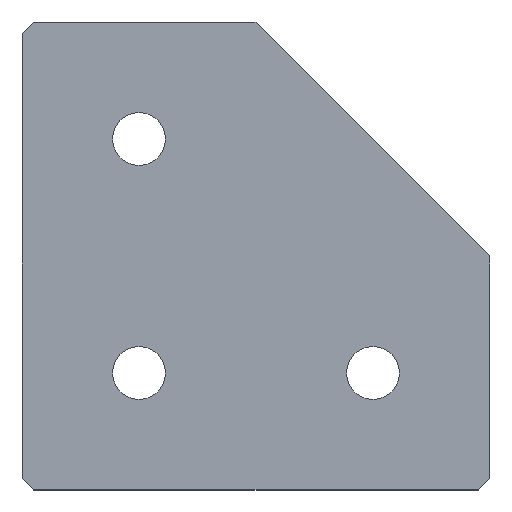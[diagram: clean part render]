
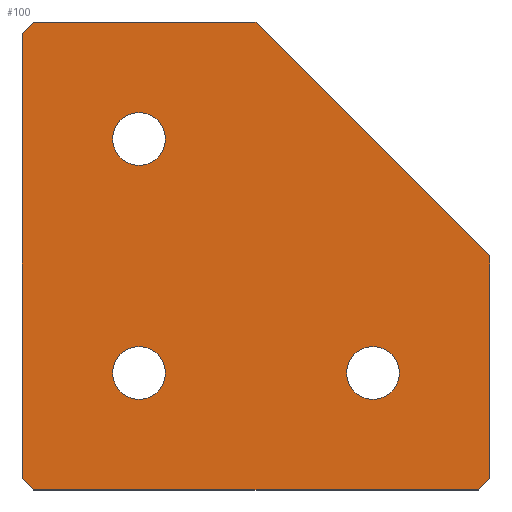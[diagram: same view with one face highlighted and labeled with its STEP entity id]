
A CAD part, top view. The second image highlights one B-rep face of the part: STEP entity #100.
In plain terms, the highlighted planar face has unit normal (0, 0, 1).
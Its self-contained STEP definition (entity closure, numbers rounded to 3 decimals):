
#2 = CARTESIAN_POINT ( 'NONE',  ( 60., -64.5, 0. ) ) ;
#10 = DIRECTION ( 'NONE',  ( 0., 0., -1. ) ) ;
#13 = CARTESIAN_POINT ( 'NONE',  ( 20., -60., 0. ) ) ;
#16 = VECTOR ( 'NONE', #428, 1000. ) ;
#17 = CIRCLE ( 'NONE', #128, 4.5 ) ;
#24 = AXIS2_PLACEMENT_3D ( 'NONE', #518, #434, #352 ) ;
#29 = EDGE_CURVE ( 'NONE', #552, #80, #305, .T. ) ;
#32 = ORIENTED_EDGE ( 'NONE', *, *, #331, .T. ) ;
#38 = FACE_OUTER_BOUND ( 'NONE', #385, .T. ) ;
#49 = DIRECTION ( 'NONE',  ( -0.707, -0.707, 0. ) ) ;
#55 = EDGE_CURVE ( 'NONE', #233, #246, #17, .T. ) ;
#60 = CARTESIAN_POINT ( 'NONE',  ( 0., -2., 0. ) ) ;
#63 = VECTOR ( 'NONE', #418, 1000. ) ;
#69 = ORIENTED_EDGE ( 'NONE', *, *, #354, .T. ) ;
#74 = ORIENTED_EDGE ( 'NONE', *, *, #308, .F. ) ;
#80 = VERTEX_POINT ( 'NONE', #498 ) ;
#82 = VERTEX_POINT ( 'NONE', #299 ) ;
#88 = LINE ( 'NONE', #516, #16 ) ;
#90 = VECTOR ( 'NONE', #225, 1000. ) ;
#97 = DIRECTION ( 'NONE',  ( -1., 0., 0. ) ) ;
#98 = DIRECTION ( 'NONE',  ( 0., 1., 0. ) ) ;
#100 = ADVANCED_FACE ( 'NONE', ( #330, #374, #118, #38 ), #211, .T. ) ;
#101 = DIRECTION ( 'NONE',  ( 0., 1., 0. ) ) ;
#106 = DIRECTION ( 'NONE',  ( 0., 0., -1. ) ) ;
#112 = CARTESIAN_POINT ( 'NONE',  ( 0., 0., 0. ) ) ;
#113 = CARTESIAN_POINT ( 'NONE',  ( 78., -80., 0. ) ) ;
#118 = FACE_BOUND ( 'NONE', #303, .T. ) ;
#125 = VERTEX_POINT ( 'NONE', #203 ) ;
#128 = AXIS2_PLACEMENT_3D ( 'NONE', #356, #106, #98 ) ;
#129 = AXIS2_PLACEMENT_3D ( 'NONE', #13, #271, #101 ) ;
#135 = ORIENTED_EDGE ( 'NONE', *, *, #29, .T. ) ;
#153 = DIRECTION ( 'NONE',  ( 0., 1., 0. ) ) ;
#155 = CIRCLE ( 'NONE', #129, 4.5 ) ;
#160 = CARTESIAN_POINT ( 'NONE',  ( 0., -78., 0. ) ) ;
#166 = AXIS2_PLACEMENT_3D ( 'NONE', #373, #422, #329 ) ;
#169 = CARTESIAN_POINT ( 'NONE',  ( 80., -40., 0. ) ) ;
#171 = CARTESIAN_POINT ( 'NONE',  ( 60., -55.5, 0. ) ) ;
#175 = CARTESIAN_POINT ( 'NONE',  ( 1., -1., 0. ) ) ;
#177 = DIRECTION ( 'NONE',  ( 0.707, -0.707, 0. ) ) ;
#179 = EDGE_CURVE ( 'NONE', #545, #535, #377, .T. ) ;
#183 = VERTEX_POINT ( 'NONE', #113 ) ;
#192 = CARTESIAN_POINT ( 'NONE',  ( 20., -64.5, 0. ) ) ;
#203 = CARTESIAN_POINT ( 'NONE',  ( 2., 0., 0. ) ) ;
#204 = VERTEX_POINT ( 'NONE', #304 ) ;
#209 = VERTEX_POINT ( 'NONE', #169 ) ;
#211 = PLANE ( 'NONE',  #240 ) ;
#215 = LINE ( 'NONE', #438, #90 ) ;
#221 = EDGE_CURVE ( 'NONE', #204, #209, #311, .T. ) ;
#224 = AXIS2_PLACEMENT_3D ( 'NONE', #475, #10, #353 ) ;
#225 = DIRECTION ( 'NONE',  ( 1., 0., 0. ) ) ;
#233 = VERTEX_POINT ( 'NONE', #2 ) ;
#238 = EDGE_CURVE ( 'NONE', #125, #347, #310, .T. ) ;
#240 = AXIS2_PLACEMENT_3D ( 'NONE', #426, #371, #247 ) ;
#241 = VECTOR ( 'NONE', #97, 1000. ) ;
#246 = VERTEX_POINT ( 'NONE', #171 ) ;
#247 = DIRECTION ( 'NONE',  ( 1., 0., 0. ) ) ;
#250 = VECTOR ( 'NONE', #440, 1000. ) ;
#251 = ORIENTED_EDGE ( 'NONE', *, *, #300, .F. ) ;
#254 = ORIENTED_EDGE ( 'NONE', *, *, #407, .T. ) ;
#266 = CIRCLE ( 'NONE', #24, 4.5 ) ;
#269 = EDGE_CURVE ( 'NONE', #80, #552, #266, .T. ) ;
#271 = DIRECTION ( 'NONE',  ( 0., 0., -1. ) ) ;
#278 = ORIENTED_EDGE ( 'NONE', *, *, #221, .F. ) ;
#288 = LINE ( 'NONE', #112, #388 ) ;
#294 = CARTESIAN_POINT ( 'NONE',  ( 20., -55.5, 0. ) ) ;
#297 = AXIS2_PLACEMENT_3D ( 'NONE', #316, #327, #410 ) ;
#299 = CARTESIAN_POINT ( 'NONE',  ( 80., -78., 0. ) ) ;
#300 = EDGE_CURVE ( 'NONE', #209, #82, #88, .T. ) ;
#303 = EDGE_LOOP ( 'NONE', ( #357, #541 ) ) ;
#304 = CARTESIAN_POINT ( 'NONE',  ( 40., 0., 0. ) ) ;
#305 = CIRCLE ( 'NONE', #224, 4.5 ) ;
#308 = EDGE_CURVE ( 'NONE', #125, #204, #215, .T. ) ;
#310 = LINE ( 'NONE', #175, #332 ) ;
#311 = LINE ( 'NONE', #435, #505 ) ;
#314 = VERTEX_POINT ( 'NONE', #192 ) ;
#316 = CARTESIAN_POINT ( 'NONE',  ( 20., -60., 0. ) ) ;
#327 = DIRECTION ( 'NONE',  ( 0., 0., -1. ) ) ;
#329 = DIRECTION ( 'NONE',  ( 0., 1., 0. ) ) ;
#330 = FACE_BOUND ( 'NONE', #411, .T. ) ;
#331 = EDGE_CURVE ( 'NONE', #314, #521, #155, .T. ) ;
#332 = VECTOR ( 'NONE', #49, 1000. ) ;
#333 = CARTESIAN_POINT ( 'NONE',  ( 20., -15.5, 0. ) ) ;
#347 = VERTEX_POINT ( 'NONE', #60 ) ;
#352 = DIRECTION ( 'NONE',  ( 0., 1., 0. ) ) ;
#353 = DIRECTION ( 'NONE',  ( 0., 1., 0. ) ) ;
#354 = EDGE_CURVE ( 'NONE', #183, #82, #537, .T. ) ;
#356 = CARTESIAN_POINT ( 'NONE',  ( 60., -60., 0. ) ) ;
#357 = ORIENTED_EDGE ( 'NONE', *, *, #512, .T. ) ;
#371 = DIRECTION ( 'NONE',  ( 0., 0., 1. ) ) ;
#373 = CARTESIAN_POINT ( 'NONE',  ( 60., -60., 0. ) ) ;
#374 = FACE_BOUND ( 'NONE', #460, .T. ) ;
#377 = LINE ( 'NONE', #454, #63 ) ;
#382 = ORIENTED_EDGE ( 'NONE', *, *, #536, .F. ) ;
#385 = EDGE_LOOP ( 'NONE', ( #74, #425, #382, #455, #472, #69, #251, #278 ) ) ;
#388 = VECTOR ( 'NONE', #153, 1000. ) ;
#407 = EDGE_CURVE ( 'NONE', #521, #314, #414, .T. ) ;
#410 = DIRECTION ( 'NONE',  ( 0., 1., 0. ) ) ;
#411 = EDGE_LOOP ( 'NONE', ( #254, #32 ) ) ;
#414 = CIRCLE ( 'NONE', #297, 4.5 ) ;
#418 = DIRECTION ( 'NONE',  ( 0.707, -0.707, 0. ) ) ;
#422 = DIRECTION ( 'NONE',  ( 0., 0., -1. ) ) ;
#425 = ORIENTED_EDGE ( 'NONE', *, *, #238, .T. ) ;
#426 = CARTESIAN_POINT ( 'NONE',  ( 0., 0., 0. ) ) ;
#428 = DIRECTION ( 'NONE',  ( 0., -1., 0. ) ) ;
#434 = DIRECTION ( 'NONE',  ( 0., 0., -1. ) ) ;
#435 = CARTESIAN_POINT ( 'NONE',  ( 80., -40., 0. ) ) ;
#436 = EDGE_CURVE ( 'NONE', #183, #535, #481, .T. ) ;
#438 = CARTESIAN_POINT ( 'NONE',  ( 40., 0., 0. ) ) ;
#439 = CARTESIAN_POINT ( 'NONE',  ( 0., -80., 0. ) ) ;
#440 = DIRECTION ( 'NONE',  ( 0.707, 0.707, 0. ) ) ;
#444 = ORIENTED_EDGE ( 'NONE', *, *, #269, .T. ) ;
#454 = CARTESIAN_POINT ( 'NONE',  ( -39., -39., 0. ) ) ;
#455 = ORIENTED_EDGE ( 'NONE', *, *, #179, .T. ) ;
#460 = EDGE_LOOP ( 'NONE', ( #135, #444 ) ) ;
#472 = ORIENTED_EDGE ( 'NONE', *, *, #436, .F. ) ;
#475 = CARTESIAN_POINT ( 'NONE',  ( 20., -20., 0. ) ) ;
#481 = LINE ( 'NONE', #439, #241 ) ;
#498 = CARTESIAN_POINT ( 'NONE',  ( 20., -24.5, 0. ) ) ;
#505 = VECTOR ( 'NONE', #177, 1000. ) ;
#512 = EDGE_CURVE ( 'NONE', #246, #233, #544, .T. ) ;
#516 = CARTESIAN_POINT ( 'NONE',  ( 80., -80., 0. ) ) ;
#518 = CARTESIAN_POINT ( 'NONE',  ( 20., -20., 0. ) ) ;
#521 = VERTEX_POINT ( 'NONE', #294 ) ;
#529 = CARTESIAN_POINT ( 'NONE',  ( 79., -79., 0. ) ) ;
#535 = VERTEX_POINT ( 'NONE', #539 ) ;
#536 = EDGE_CURVE ( 'NONE', #545, #347, #288, .T. ) ;
#537 = LINE ( 'NONE', #529, #250 ) ;
#539 = CARTESIAN_POINT ( 'NONE',  ( 2., -80., 0. ) ) ;
#541 = ORIENTED_EDGE ( 'NONE', *, *, #55, .T. ) ;
#544 = CIRCLE ( 'NONE', #166, 4.5 ) ;
#545 = VERTEX_POINT ( 'NONE', #160 ) ;
#552 = VERTEX_POINT ( 'NONE', #333 ) ;
